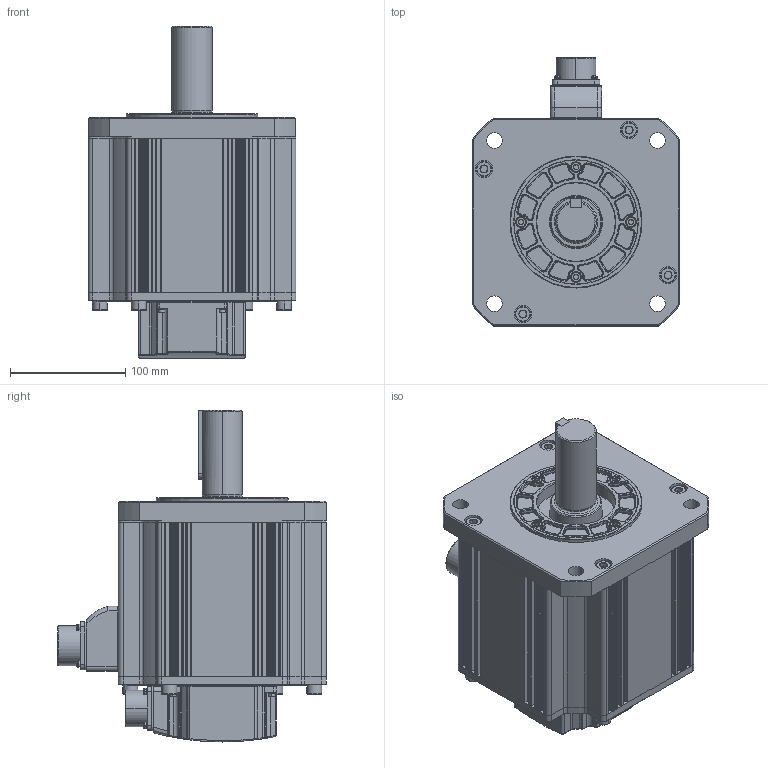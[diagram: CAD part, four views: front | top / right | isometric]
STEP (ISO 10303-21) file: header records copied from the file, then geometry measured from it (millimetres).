
FILE_DESCRIPTION (( 'STEP AP214' ), '1' );
FILE_NAME ('FMP18GA001G02_Out Line(APM-FFP35D_K) r1 nc fxt.STEP', '2022-02-17T13:29:56', ( '' ), ( '' ), 'SwSTEP 2.0', 'SolidWorks 2017', '' );
FILE_SCHEMA (( 'AUTOMOTIVE_DESIGN' ));
Length unit declared in the file: inch
Products named in the file (1): FMP18GA001G02_Out Line(APM-FFP35D_K) r1 nc fxt
Bounding box: 180 x 232.5 x 287.5 mm (x, y, z)
Volume: 5011002.8 mm3; surface area: 475404.8 mm2
Topology: 57 solids, 57 shells, 2335 faces, 5904 edges, 3753 vertices
Faces by surface type: cylinder 864, plane 784, bspline 320, cone 271, torus 96
Entity records: 83714 total; most frequent: CARTESIAN_POINT 27601, ORIENTED_EDGE 11688, DIRECTION 11525, EDGE_CURVE 5844, AXIS2_PLACEMENT_3D 4405, VERTEX_POINT 3753, VECTOR 2715, LINE 2715
